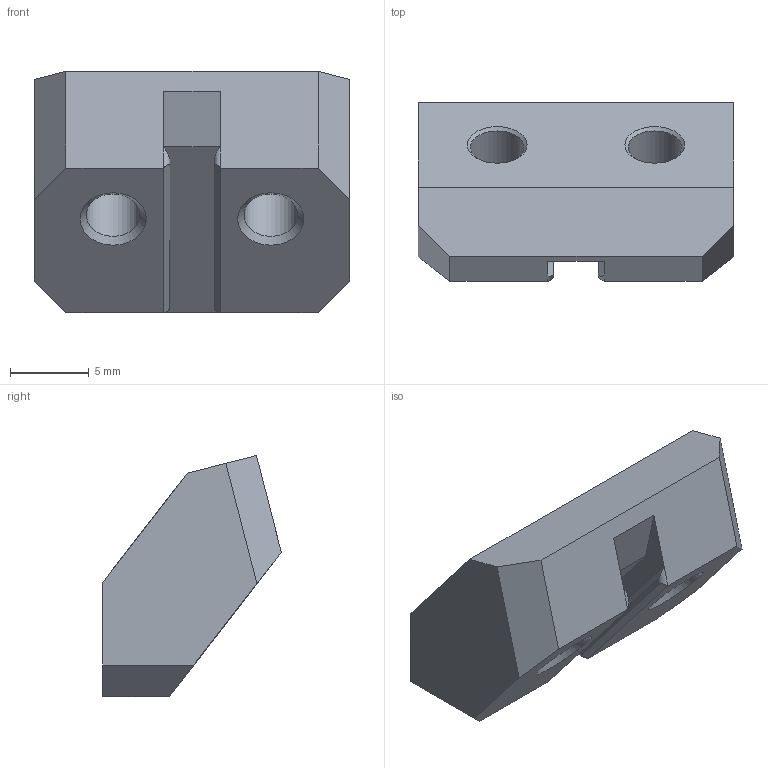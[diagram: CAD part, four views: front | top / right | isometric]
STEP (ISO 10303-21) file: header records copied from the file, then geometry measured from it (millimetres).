
FILE_DESCRIPTION(/* description */ (''),/* implementation_level */ '2;1');
FILE_NAME(/* name */ 'tophat_center_mount_with_routing.step',/* time_stamp */ '2020-09-11T12:21:12-07:00',/* author */ (''),/* organization */ (''),/* preprocessor_version */ 'ST-DEVELOPER v18.1',/* originating_system */ 'Autodesk Translation Framework v9.3.0.1241',/* authorisation */ '');
FILE_SCHEMA (('AUTOMOTIVE_DESIGN { 1 0 10303 214 3 1 1 }'));
Length unit declared in the file: millimetre
Products named in the file (1): tophat_center_mount_LED
Bounding box: 20 x 11.33 x 15.29 mm (x, y, z)
Volume: 1867.5 mm3; surface area: 1220.4 mm2
Topology: 1 solids, 1 shells, 41 faces, 107 edges, 68 vertices
Faces by surface type: plane 25, cylinder 8, bspline 4, cone 4
Full cylindrical faces by diameter (mm): 3.4 x2
Entity records: 1377 total; most frequent: CARTESIAN_POINT 342, ORIENTED_EDGE 214, DIRECTION 195, EDGE_CURVE 107, LINE 75, VECTOR 75, VERTEX_POINT 68, AXIS2_PLACEMENT_3D 60
